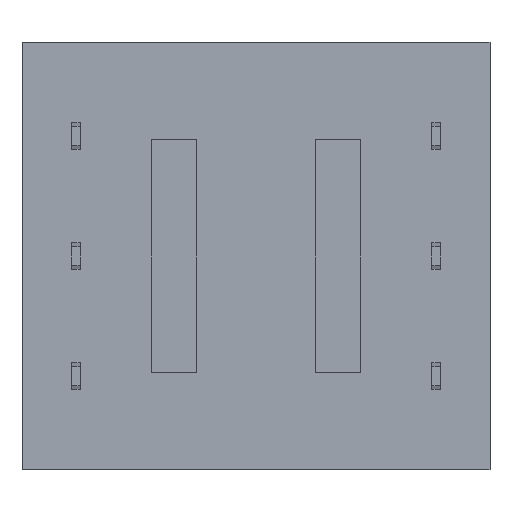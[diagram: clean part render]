
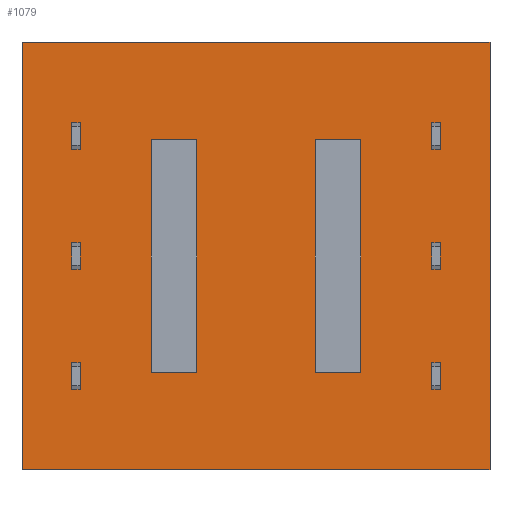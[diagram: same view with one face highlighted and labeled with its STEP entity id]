
A CAD part, front view. The second image highlights one B-rep face of the part: STEP entity #1079.
In plain terms, the highlighted planar face has unit normal (0, -1, 0).
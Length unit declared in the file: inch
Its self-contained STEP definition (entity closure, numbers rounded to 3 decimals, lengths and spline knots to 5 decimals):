
#3=VECTOR ( 'NONE', #1628, 39.37008 );
#5=VECTOR ( 'NONE', #1244, 39.37008 );
#8=DIRECTION ( 'NONE',  ( 0., 0., -1. ) );
#19=EDGE_CURVE ( 'NONE', #266, #2962, #2029, .T. );
#51=DIRECTION ( 'NONE',  ( -1., 0., 0. ) );
#103=DIRECTION ( 'NONE',  ( 0., 0., 1. ) );
#133=CARTESIAN_POINT ( 'NONE',  ( -0.0872, -0.05413, -0.09252 ) );
#165=VECTOR ( 'NONE', #51, 39.37008 );
#200=LINE ( 'NONE', #3049, #165 );
#260=CARTESIAN_POINT ( 'NONE',  ( 0.04941, -0.05413, -0.09252 ) );
#264=VECTOR ( 'NONE', #103, 39.37008 );
#266=VERTEX_POINT ( 'NONE', #1763 );
#291=AXIS2_PLACEMENT_3D ( 'NONE', #1597, #1129, #8 );
#300=CARTESIAN_POINT ( 'NONE',  ( -0.04941, -0.05413, -0.09252 ) );
#344=VECTOR ( 'NONE', #8, 39.37008 );
#368=EDGE_CURVE ( 'NONE', #1427, #1246, #2166, .T. );
#415=VECTOR ( 'NONE', #860, 39.37008 );
#426=CARTESIAN_POINT ( 'NONE',  ( -0.0872, -0.05413, 0.10079 ) );
#503=CARTESIAN_POINT ( 'NONE',  ( -0.19488, -0.05413, 0.18209 ) );
#523=DIRECTION ( 'NONE',  ( -1., 0., 0. ) );
#530=FACE_BOUND ( 'NONE', #2292, .T. );
#636=ORIENTED_EDGE ( 'NONE', *, *, #1771, .F. );
#637=CARTESIAN_POINT ( 'NONE',  ( 0.04941, -0.05413, 0.10079 ) );
#736=VECTOR ( 'NONE', #1508, 39.37008 );
#742=ORIENTED_EDGE ( 'NONE', *, *, #2363, .F. );
#748=CARTESIAN_POINT ( 'NONE',  ( -0.0872, -0.05413, 0.10079 ) );
#774=DIRECTION ( 'NONE',  ( 0., 0., 1. ) );
#824=VECTOR ( 'NONE', #904, 39.37008 );
#860=DIRECTION ( 'NONE',  ( 1., 0., 0. ) );
#864=CARTESIAN_POINT ( 'NONE',  ( 0.0872, -0.05413, 0.10079 ) );
#882=EDGE_CURVE ( 'NONE', #266, #2154, #3056, .T. );
#904=DIRECTION ( 'NONE',  ( 0., 0., -1. ) );
#983=VERTEX_POINT ( 'NONE', #260 );
#1008=PLANE ( 'NONE',  #291 );
#1079=ADVANCED_FACE ( 'NONE', ( #1533, #3385, #530 ), #1008, .F. );
#1105=CARTESIAN_POINT ( 'NONE',  ( 0.0872, -0.05413, -0.09252 ) );
#1129=DIRECTION ( 'NONE',  ( 0., 1., 0. ) );
#1189=EDGE_LOOP ( 'NONE', ( #636, #1490, #3211, #2194 ) );
#1207=ORIENTED_EDGE ( 'NONE', *, *, #19, .F. );
#1244=DIRECTION ( 'NONE',  ( 0., 0., 1. ) );
#1246=VERTEX_POINT ( 'NONE', #426 );
#1257=ORIENTED_EDGE ( 'NONE', *, *, #1486, .F. );
#1268=VERTEX_POINT ( 'NONE', #1105 );
#1297=DIRECTION ( 'NONE',  ( -1., 0., 0. ) );
#1413=EDGE_CURVE ( 'NONE', #2154, #1713, #200, .T. );
#1427=VERTEX_POINT ( 'NONE', #2084 );
#1486=EDGE_CURVE ( 'NONE', #2993, #2352, #3185, .T. );
#1490=ORIENTED_EDGE ( 'NONE', *, *, #2662, .F. );
#1508=DIRECTION ( 'NONE',  ( 0., 0., -1. ) );
#1523=CARTESIAN_POINT ( 'NONE',  ( 0.19488, -0.05413, -0.07382 ) );
#1533=FACE_BOUND ( 'NONE', #1189, .T. );
#1542=EDGE_CURVE ( 'NONE', #1713, #2962, #1927, .T. );
#1547=VECTOR ( 'NONE', #523, 39.37008 );
#1597=CARTESIAN_POINT ( 'NONE',  ( 0., -0.05413, 0.05413 ) );
#1627=VECTOR ( 'NONE', #1297, 39.37008 );
#1628=DIRECTION ( 'NONE',  ( -1., 0., 0. ) );
#1633=CARTESIAN_POINT ( 'NONE',  ( 0.04941, -0.05413, 0.10079 ) );
#1653=CARTESIAN_POINT ( 'NONE',  ( 0.0872, -0.05413, 0.10079 ) );
#1657=ORIENTED_EDGE ( 'NONE', *, *, #2905, .F. );
#1695=VERTEX_POINT ( 'NONE', #133 );
#1713=VERTEX_POINT ( 'NONE', #503 );
#1763=CARTESIAN_POINT ( 'NONE',  ( 0.19488, -0.05413, -0.17382 ) );
#1771=EDGE_CURVE ( 'NONE', #2913, #1427, #2544, .T. );
#1787=LINE ( 'NONE', #748, #736 );
#1868=VECTOR ( 'NONE', #1903, 39.37008 );
#1880=VECTOR ( 'NONE', #774, 39.37008 );
#1900=EDGE_CURVE ( 'NONE', #1246, #1695, #1787, .T. );
#1903=DIRECTION ( 'NONE',  ( 1., 0., 0. ) );
#1927=LINE ( 'NONE', #503, #344 );
#2007=CARTESIAN_POINT ( 'NONE',  ( -0.04941, -0.05413, 0.10079 ) );
#2029=LINE ( 'NONE', #1763, #1627 );
#2084=CARTESIAN_POINT ( 'NONE',  ( -0.04941, -0.05413, 0.10079 ) );
#2149=LINE ( 'NONE', #133, #1868 );
#2154=VERTEX_POINT ( 'NONE', #3049 );
#2166=LINE ( 'NONE', #748, #3 );
#2184=CARTESIAN_POINT ( 'NONE',  ( -0.19488, -0.05413, -0.17382 ) );
#2194=ORIENTED_EDGE ( 'NONE', *, *, #368, .F. );
#2292=EDGE_LOOP ( 'NONE', ( #2526, #742, #1257, #1657 ) );
#2339=ORIENTED_EDGE ( 'NONE', *, *, #882, .T. );
#2352=VERTEX_POINT ( 'NONE', #637 );
#2363=EDGE_CURVE ( 'NONE', #2352, #983, #2730, .T. );
#2400=EDGE_CURVE ( 'NONE', #983, #1268, #3439, .T. );
#2526=ORIENTED_EDGE ( 'NONE', *, *, #2400, .F. );
#2544=LINE ( 'NONE', #2007, #5 );
#2662=EDGE_CURVE ( 'NONE', #1695, #2913, #2149, .T. );
#2677=LINE ( 'NONE', #1653, #1880 );
#2730=LINE ( 'NONE', #1633, #824 );
#2905=EDGE_CURVE ( 'NONE', #1268, #2993, #2677, .T. );
#2913=VERTEX_POINT ( 'NONE', #300 );
#2962=VERTEX_POINT ( 'NONE', #2184 );
#2993=VERTEX_POINT ( 'NONE', #864 );
#3049=CARTESIAN_POINT ( 'NONE',  ( 0.19488, -0.05413, 0.18209 ) );
#3056=LINE ( 'NONE', #1523, #264 );
#3185=LINE ( 'NONE', #1633, #1547 );
#3211=ORIENTED_EDGE ( 'NONE', *, *, #1900, .F. );
#3373=ORIENTED_EDGE ( 'NONE', *, *, #1413, .T. );
#3385=FACE_OUTER_BOUND ( 'NONE', #3411, .T. );
#3411=EDGE_LOOP ( 'NONE', ( #3450, #1207, #2339, #3373 ) );
#3439=LINE ( 'NONE', #260, #415 );
#3450=ORIENTED_EDGE ( 'NONE', *, *, #1542, .T. );
